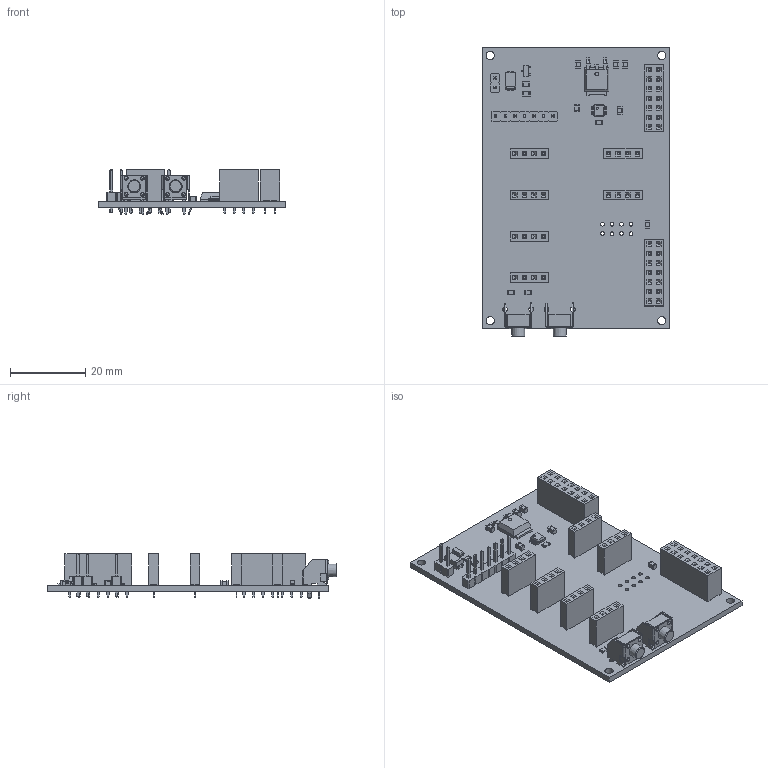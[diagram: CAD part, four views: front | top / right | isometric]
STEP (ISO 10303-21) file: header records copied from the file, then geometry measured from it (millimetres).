
FILE_DESCRIPTION(('KiCad electronic assembly'),'2;1');
FILE_NAME('HAMS_hub.step','2025-02-02T11:46:49',('Pcbnew'),('Kicad'), 'Open CASCADE STEP processor 7.8','KiCad to STEP converter','Unknown' );
FILE_SCHEMA(('AUTOMOTIVE_DESIGN { 1 0 10303 214 1 1 1 1 }'));
Length unit declared in the file: millimetre
Products named in the file (24): HAMS_hub 1; SOT-23; SOT_23; TS11-674-43-BK-260-RA-D; root; PinSocket_2x07_P2.54mm_Vertical; R_0805_2012Metric; PinSocket_1x04_P2.54mm_Vertical; PinHeader_1x02_P2.54mm_Vertical; PinHeader_1x02_P254mm_Vertical; C_0805_2012Metric; SSOP-8_2.95x2.8mm_P0.65mm; SSOP_8_295x28mm_P065mm; D_SMA; PinHeader_1x07_P2.54mm_Vertical; PinHeader_1x07_P254mm_Vertical; TO-252-2; CQ assembly; HAMS_hub_PCB
Assembly tree (39 placements, depth 3):
  HAMS_hub 1
    SOT-23
      SOT_23
    TS11-674-43-BK-260-RA-D  x2
      root
    PinSocket_2x07_P2.54mm_Vertical  x2
      PinSocket_2x07_P2.54mm_Vertical
    R_0805_2012Metric  x4
      R_0805_2012Metric
    PinSocket_1x04_P2.54mm_Vertical  x6
      PinSocket_1x04_P2.54mm_Vertical
    PinHeader_1x02_P2.54mm_Vertical
      PinHeader_1x02_P254mm_Vertical
    C_0805_2012Metric  x7
      C_0805_2012Metric
    SSOP-8_2.95x2.8mm_P0.65mm
      SSOP_8_295x28mm_P065mm
    D_SMA
      D_SMA
    PinHeader_1x07_P2.54mm_Vertical
      PinHeader_1x07_P254mm_Vertical
    TO-252-2
      CQ assembly
    HAMS_hub_PCB
Bounding box: 50 x 77.09 x 11.97 mm (x, y, z)
Volume: 9241.8 mm3; surface area: 14105.1 mm2
Topology: 40 solids, 40 shells, 2689 faces, 6960 edges, 4508 vertices
Faces by surface type: plane 2275, cylinder 333, bspline 77, cone 2, torus 2
Full cylindrical faces by diameter (mm): 0.5 x1, 0.8 x16, 1 x82, 1.3 x4, 2.2 x4, 3.5 x2
Entity records: 51827 total; most frequent: CARTESIAN_POINT 10885, ORIENTED_EDGE 6972, DIRECTION 6415, EDGE_CURVE 3486, LINE 2963, VECTOR 2963, VERTEX_POINT 2240, AXIS2_PLACEMENT_3D 1726
